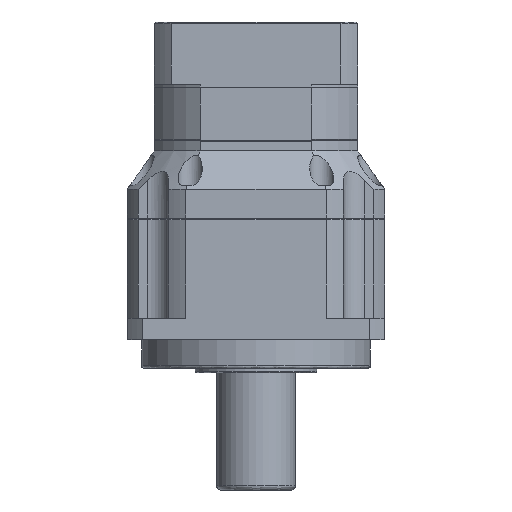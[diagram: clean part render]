
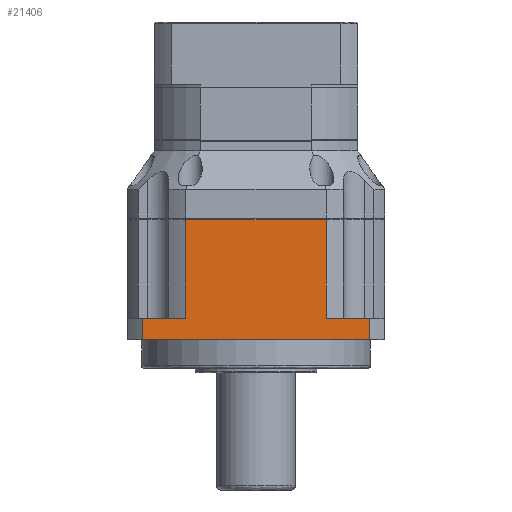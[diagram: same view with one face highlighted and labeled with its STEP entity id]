
A CAD part, front view. The second image highlights one B-rep face of the part: STEP entity #21406.
In plain terms, the highlighted planar face has unit normal (0, -1, 0).
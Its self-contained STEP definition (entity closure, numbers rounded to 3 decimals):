
#65 = LINE ( 'NONE', #10963, #5407 ) ;
#1141 = PLANE ( 'NONE',  #17936 ) ;
#1218 = EDGE_CURVE ( 'NONE', #15426, #4061, #8594, .T. ) ;
#1355 = LINE ( 'NONE', #3947, #21158 ) ;
#1376 = CARTESIAN_POINT ( 'NONE',  ( 79.373, -90., 120. ) ) ;
#1516 = CARTESIAN_POINT ( 'NONE',  ( -79.373, -90., 120. ) ) ;
#2208 = CARTESIAN_POINT ( 'NONE',  ( 79.373, -90., 105. ) ) ;
#3024 = CARTESIAN_POINT ( 'NONE',  ( 49.054, -90., 189. ) ) ;
#3947 = CARTESIAN_POINT ( 'NONE',  ( -49.054, -90., 120. ) ) ;
#4061 = VERTEX_POINT ( 'NONE', #22302 ) ;
#4217 = LINE ( 'NONE', #1516, #7016 ) ;
#4248 = DIRECTION ( 'NONE',  ( 1., 0., 0. ) ) ;
#4329 = CARTESIAN_POINT ( 'NONE',  ( -79.373, -90., 120. ) ) ;
#4430 = ORIENTED_EDGE ( 'NONE', *, *, #17358, .F. ) ;
#4462 = ORIENTED_EDGE ( 'NONE', *, *, #25211, .F. ) ;
#5213 = CARTESIAN_POINT ( 'NONE',  ( -79.373, -90., 120. ) ) ;
#5407 = VECTOR ( 'NONE', #9204, 1000. ) ;
#5605 = EDGE_CURVE ( 'NONE', #15480, #21396, #18696, .T. ) ;
#5793 = CARTESIAN_POINT ( 'NONE',  ( -49.054, -90., 189. ) ) ;
#6435 = LINE ( 'NONE', #14919, #21224 ) ;
#7016 = VECTOR ( 'NONE', #17152, 1000. ) ;
#7078 = CARTESIAN_POINT ( 'NONE',  ( -49.054, -90., 120. ) ) ;
#7256 = DIRECTION ( 'NONE',  ( -1., 0., 0. ) ) ;
#8325 = CARTESIAN_POINT ( 'NONE',  ( 0., -90., 189. ) ) ;
#8503 = VECTOR ( 'NONE', #4248, 1000. ) ;
#8594 = LINE ( 'NONE', #10767, #13734 ) ;
#8814 = VECTOR ( 'NONE', #18923, 1000. ) ;
#9204 = DIRECTION ( 'NONE',  ( 0., 0., 1. ) ) ;
#9732 = VERTEX_POINT ( 'NONE', #21513 ) ;
#9933 = ORIENTED_EDGE ( 'NONE', *, *, #1218, .F. ) ;
#10059 = VERTEX_POINT ( 'NONE', #5793 ) ;
#10207 = DIRECTION ( 'NONE',  ( -1., 0., 0. ) ) ;
#10639 = ORIENTED_EDGE ( 'NONE', *, *, #11333, .T. ) ;
#10767 = CARTESIAN_POINT ( 'NONE',  ( -79.373, -90., 105. ) ) ;
#10963 = CARTESIAN_POINT ( 'NONE',  ( -79.373, -90., 120. ) ) ;
#11333 = EDGE_CURVE ( 'NONE', #18918, #10059, #11653, .T. ) ;
#11653 = LINE ( 'NONE', #8325, #21756 ) ;
#11998 = VERTEX_POINT ( 'NONE', #18502 ) ;
#12477 = EDGE_CURVE ( 'NONE', #9732, #15426, #13941, .T. ) ;
#12997 = DIRECTION ( 'NONE',  ( -1., 0., 0. ) ) ;
#13734 = VECTOR ( 'NONE', #12997, 1000. ) ;
#13941 = LINE ( 'NONE', #1376, #8814 ) ;
#14108 = ORIENTED_EDGE ( 'NONE', *, *, #5605, .F. ) ;
#14919 = CARTESIAN_POINT ( 'NONE',  ( 49.054, -90., 235.5 ) ) ;
#15426 = VERTEX_POINT ( 'NONE', #2208 ) ;
#15480 = VERTEX_POINT ( 'NONE', #21693 ) ;
#15669 = ORIENTED_EDGE ( 'NONE', *, *, #19407, .F. ) ;
#16298 = ORIENTED_EDGE ( 'NONE', *, *, #12477, .F. ) ;
#16843 = DIRECTION ( 'NONE',  ( 0., 0., -1. ) ) ;
#17152 = DIRECTION ( 'NONE',  ( 1., 0., 0. ) ) ;
#17358 = EDGE_CURVE ( 'NONE', #18918, #11998, #6435, .T. ) ;
#17720 = ORIENTED_EDGE ( 'NONE', *, *, #21571, .F. ) ;
#17936 = AXIS2_PLACEMENT_3D ( 'NONE', #5213, #18784, #7256 ) ;
#18488 = EDGE_LOOP ( 'NONE', ( #17720, #14108, #15669, #9933, #16298, #4462, #4430, #10639 ) ) ;
#18502 = CARTESIAN_POINT ( 'NONE',  ( 49.054, -90., 120. ) ) ;
#18696 = LINE ( 'NONE', #4329, #8503 ) ;
#18784 = DIRECTION ( 'NONE',  ( 0., 1., 0. ) ) ;
#18918 = VERTEX_POINT ( 'NONE', #3024 ) ;
#18923 = DIRECTION ( 'NONE',  ( 0., 0., -1. ) ) ;
#19407 = EDGE_CURVE ( 'NONE', #4061, #15480, #65, .T. ) ;
#19447 = DIRECTION ( 'NONE',  ( 0., 0., 1. ) ) ;
#21158 = VECTOR ( 'NONE', #19447, 1000. ) ;
#21224 = VECTOR ( 'NONE', #16843, 1000. ) ;
#21396 = VERTEX_POINT ( 'NONE', #7078 ) ;
#21406 = ADVANCED_FACE ( 'NONE', ( #23296 ), #1141, .F. ) ;
#21513 = CARTESIAN_POINT ( 'NONE',  ( 79.373, -90., 120. ) ) ;
#21571 = EDGE_CURVE ( 'NONE', #21396, #10059, #1355, .T. ) ;
#21693 = CARTESIAN_POINT ( 'NONE',  ( -79.373, -90., 120. ) ) ;
#21756 = VECTOR ( 'NONE', #10207, 1000. ) ;
#22302 = CARTESIAN_POINT ( 'NONE',  ( -79.373, -90., 105. ) ) ;
#23296 = FACE_OUTER_BOUND ( 'NONE', #18488, .T. ) ;
#25211 = EDGE_CURVE ( 'NONE', #11998, #9732, #4217, .T. ) ;
